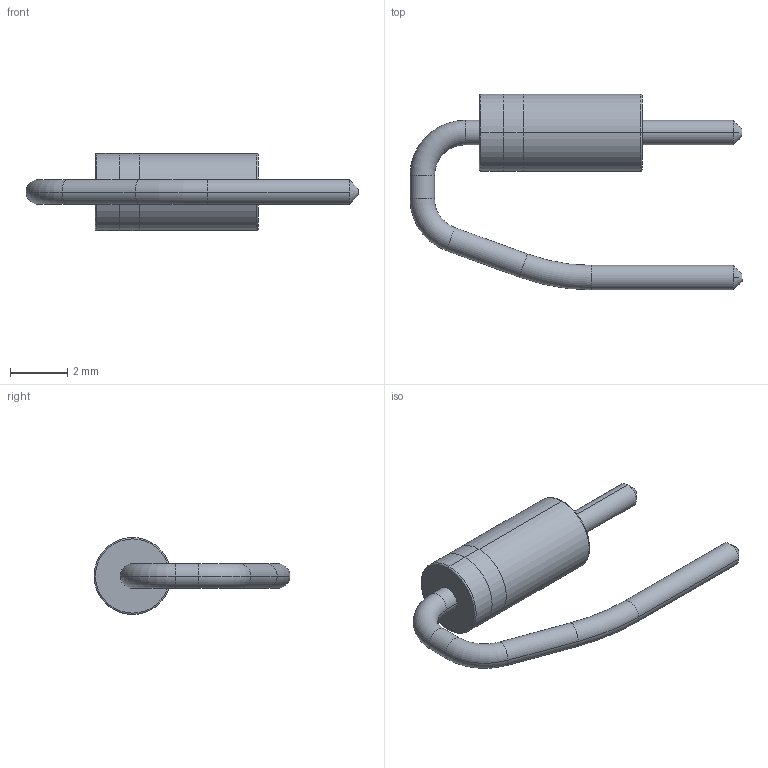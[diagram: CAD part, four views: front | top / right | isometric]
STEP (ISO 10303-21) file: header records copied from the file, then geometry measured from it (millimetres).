
FILE_DESCRIPTION (( 'STEP AP214' ), '1' );
FILE_NAME ('User Library-DO-41 Vert 5.08mm.STEP', '2018-08-21T01:33:33', ( '' ), ( '' ), 'SwSTEP 2.0', 'SolidWorks 2018', '' );
FILE_SCHEMA (( 'AUTOMOTIVE_DESIGN' ));
Length unit declared in the file: millimetre
Products named in the file (1): User Library-DO-41 Vert 5.08mm
Bounding box: 11.63 x 6.86 x 2.7 mm (x, y, z)
Volume: 43.7 mm3; surface area: 133.7 mm2
Topology: 3 solids, 3 shells, 38 faces, 72 edges, 42 vertices
Faces by surface type: cylinder 16, torus 10, plane 8, cone 4
Entity records: 1434 total; most frequent: DIRECTION 202, CARTESIAN_POINT 153, ORIENTED_EDGE 144, AXIS2_PLACEMENT_3D 91, EDGE_CURVE 72, CIRCLE 52, UNCERTAINTY_MEASURE_WITH_UNIT 43, PRESENTATION_STYLE_ASSIGNMENT 42
